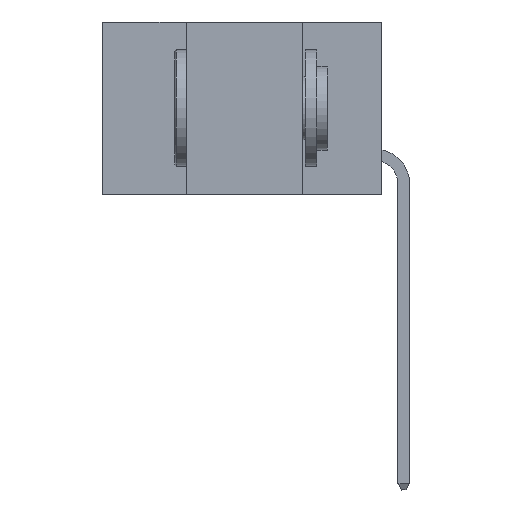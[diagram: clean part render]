
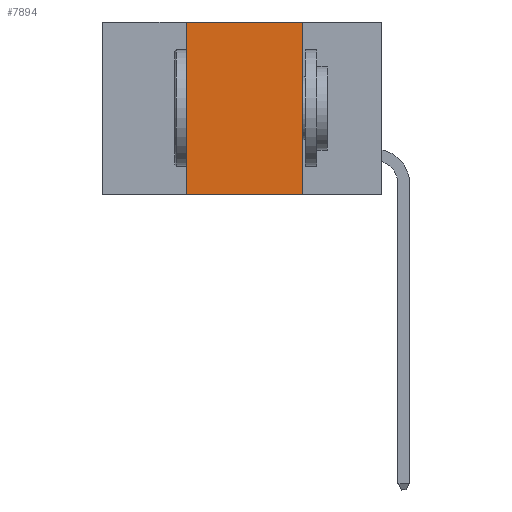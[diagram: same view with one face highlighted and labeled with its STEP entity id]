
A CAD part, left-side view. The second image highlights one B-rep face of the part: STEP entity #7894.
In plain terms, the highlighted planar face has unit normal (-1, 0, 0).
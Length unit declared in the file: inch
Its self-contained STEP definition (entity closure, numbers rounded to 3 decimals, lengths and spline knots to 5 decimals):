
#22 = VERTEX_POINT ( 'NONE', #8904 ) ;
#1106 = LINE ( 'NONE', #23108, #16920 ) ;
#1505 = CARTESIAN_POINT ( 'NONE',  ( 0., 0.17, 0. ) ) ;
#1531 = LINE ( 'NONE', #1505, #9454 ) ;
#2965 = VECTOR ( 'NONE', #18695, 39.37008 ) ;
#3436 = VERTEX_POINT ( 'NONE', #38273 ) ;
#4562 = ORIENTED_EDGE ( 'NONE', *, *, #15971, .F. ) ;
#7894 = ADVANCED_FACE ( 'NONE', ( #9980 ), #37043, .F. ) ;
#7967 = CARTESIAN_POINT ( 'NONE',  ( 0., 0.17, -0.37 ) ) ;
#8904 = CARTESIAN_POINT ( 'NONE',  ( 0., 0.42, -0.37 ) ) ;
#8933 = EDGE_LOOP ( 'NONE', ( #30110, #30789, #4562, #35825 ) ) ;
#9454 = VECTOR ( 'NONE', #38264, 39.37008 ) ;
#9980 = FACE_OUTER_BOUND ( 'NONE', #8933, .T. ) ;
#10262 = DIRECTION ( 'NONE',  ( 1., 0., 0. ) ) ;
#10900 = CARTESIAN_POINT ( 'NONE',  ( 0., 0.42, 0. ) ) ;
#13381 = AXIS2_PLACEMENT_3D ( 'NONE', #36642, #10262, #20124 ) ;
#13506 = DIRECTION ( 'NONE',  ( 0., -1., 0. ) ) ;
#14411 = EDGE_CURVE ( 'NONE', #3436, #27246, #1531, .T. ) ;
#15971 = EDGE_CURVE ( 'NONE', #22, #42353, #21379, .T. ) ;
#16920 = VECTOR ( 'NONE', #13506, 39.37008 ) ;
#17582 = DIRECTION ( 'NONE',  ( 0., -1., 0. ) ) ;
#18695 = DIRECTION ( 'NONE',  ( 0., 0., 1. ) ) ;
#20124 = DIRECTION ( 'NONE',  ( 0., 0., -1. ) ) ;
#20244 = EDGE_CURVE ( 'NONE', #22, #27246, #32953, .T. ) ;
#21379 = LINE ( 'NONE', #38682, #2965 ) ;
#23108 = CARTESIAN_POINT ( 'NONE',  ( 0., 0.6, 0. ) ) ;
#27246 = VERTEX_POINT ( 'NONE', #7967 ) ;
#30110 = ORIENTED_EDGE ( 'NONE', *, *, #14411, .F. ) ;
#30643 = CARTESIAN_POINT ( 'NONE',  ( 0., 0.6, -0.37 ) ) ;
#30789 = ORIENTED_EDGE ( 'NONE', *, *, #43378, .F. ) ;
#32953 = LINE ( 'NONE', #30643, #33485 ) ;
#33485 = VECTOR ( 'NONE', #17582, 39.37008 ) ;
#35825 = ORIENTED_EDGE ( 'NONE', *, *, #20244, .T. ) ;
#36642 = CARTESIAN_POINT ( 'NONE',  ( 0., 0.6, 0. ) ) ;
#37043 = PLANE ( 'NONE',  #13381 ) ;
#38264 = DIRECTION ( 'NONE',  ( 0., 0., -1. ) ) ;
#38273 = CARTESIAN_POINT ( 'NONE',  ( 0., 0.17, 0. ) ) ;
#38682 = CARTESIAN_POINT ( 'NONE',  ( 0., 0.42, 0. ) ) ;
#42353 = VERTEX_POINT ( 'NONE', #10900 ) ;
#43378 = EDGE_CURVE ( 'NONE', #42353, #3436, #1106, .T. ) ;
